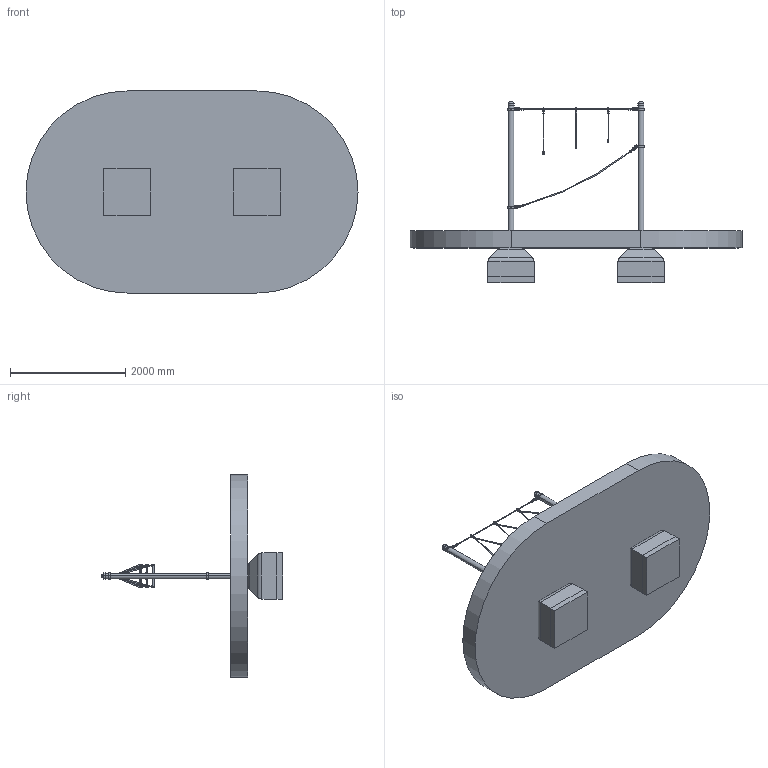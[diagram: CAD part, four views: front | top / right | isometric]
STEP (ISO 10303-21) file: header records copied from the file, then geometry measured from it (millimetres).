
FILE_DESCRIPTION (( 'STEP AP214' ), '1' );
FILE_NAME ('Zsmb-4591-30-13.STEP', '2019-01-17T13:14:45', ( '' ), ( '' ), 'SwSTEP 2.0', 'SolidWorks 2018', '' );
FILE_SCHEMA (( 'AUTOMOTIVE_DESIGN' ));
Length unit declared in the file: millimetre
Products named in the file (19): Seil5_Standard<Wie bearbeitet>; Sicherheitsbereich; 457-01 - Kunststoff Kausche gelb; -13-Zsmb-Schelle-4591-30-2; 55-02-08 - Schäkel M8 n geschweift; 457-01 - Kunststoff Kausche rot; Seil3_Standard<Wie bearbeitet>; Zsmb-4591-30-13; Seil1_Standard<Wie bearbeitet>; -13-Zsmb-Abdeckkappe-4591-30-2; Seil2_Standard<Wie bearbeitet>; 70-5601 - Beckmann  Sprosse gelb_; -13-Fundament; 457-01-Kunststoff_Kausche_rot; Seil4_Standard<Wie bearbeitet>; 457-04 - Kunststoff Kausche; -13-70-4594-70 - PA-Adapter_; -13-ZsmbPfosten-4591-30-2; 70-5602 - Beckmann Sprosse rot_
Assembly tree (34 placements, depth 2):
  Zsmb-4591-30-13
    Sicherheitsbereich
    -13-ZsmbPfosten-4591-30-2  x2
    -13-Zsmb-Abdeckkappe-4591-30-2  x2
    -13-Zsmb-Schelle-4591-30-2  x4
    -13-70-4594-70 - PA-Adapter_  x4
    55-02-08 - Schäkel M8 n geschweift  x4
    457-01 - Kunststoff Kausche rot  x2
    457-01-Kunststoff_Kausche_rot  x3
    Seil2_Standard<Wie bearbeitet>
    Seil1_Standard<Wie bearbeitet>
    457-01 - Kunststoff Kausche gelb
    457-04 - Kunststoff Kausche
    Seil3_Standard<Wie bearbeitet>
    70-5602 - Beckmann Sprosse rot_  x2
    Seil4_Standard<Wie bearbeitet>
    70-5601 - Beckmann  Sprosse gelb_
    Seil5_Standard<Wie bearbeitet>
    -13-Fundament  x2
Bounding box: 5750 x 3138.96 x 3500 mm (x, y, z)
Volume: 5915350947.7 mm3; surface area: 51507145.7 mm2
Topology: 63 solids, 63 shells, 2401 faces, 6024 edges, 3781 vertices
Faces by surface type: plane 997, cylinder 633, bspline 519, torus 200, cone 52
Entity records: 59854 total; most frequent: CARTESIAN_POINT 24405, ORIENTED_EDGE 6458, DIRECTION 5451, EDGE_CURVE 3229, VERTEX_POINT 2049, AXIS2_PLACEMENT_3D 1905, LINE 1641, VECTOR 1641
